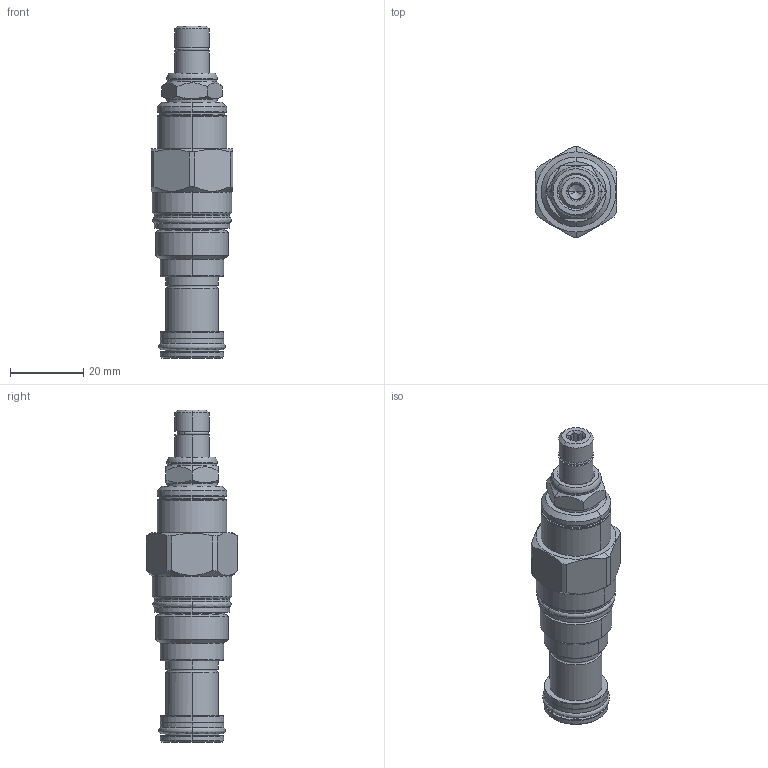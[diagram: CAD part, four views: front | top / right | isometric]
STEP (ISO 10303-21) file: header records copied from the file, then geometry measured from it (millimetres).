
FILE_DESCRIPTION((''),'2;1');
FILE_NAME('RQEB-LAN_PRT','2014-10-08T',('Administrator'),(''),'PRO/ENGINEER BY PARAMETRIC TECHNOLOGY CORPORATION, 2006240','PRO/ENGINEER BY PARAMETRIC TECHNOLOGY CORPORATION, 2006240','');
FILE_SCHEMA(('CONFIG_CONTROL_DESIGN'));
Length unit declared in the file: inch
Products named in the file (1): RQEB-LAN_PRT
Bounding box: 22.23 x 24.84 x 90.5 mm (x, y, z)
Volume: 21702.8 mm3; surface area: 7031.3 mm2
Topology: 3 solids, 4 shells, 184 faces, 424 edges, 256 vertices
Faces by surface type: cylinder 57, plane 51, cone 38, torus 30, revolution 8
Entity records: 6302 total; most frequent: CARTESIAN_POINT 2042, DIRECTION 944, ORIENTED_EDGE 840, EDGE_CURVE 420, AXIS2_PLACEMENT_3D 398, VERTEX_POINT 256, CIRCLE 222, EDGE_LOOP 202
